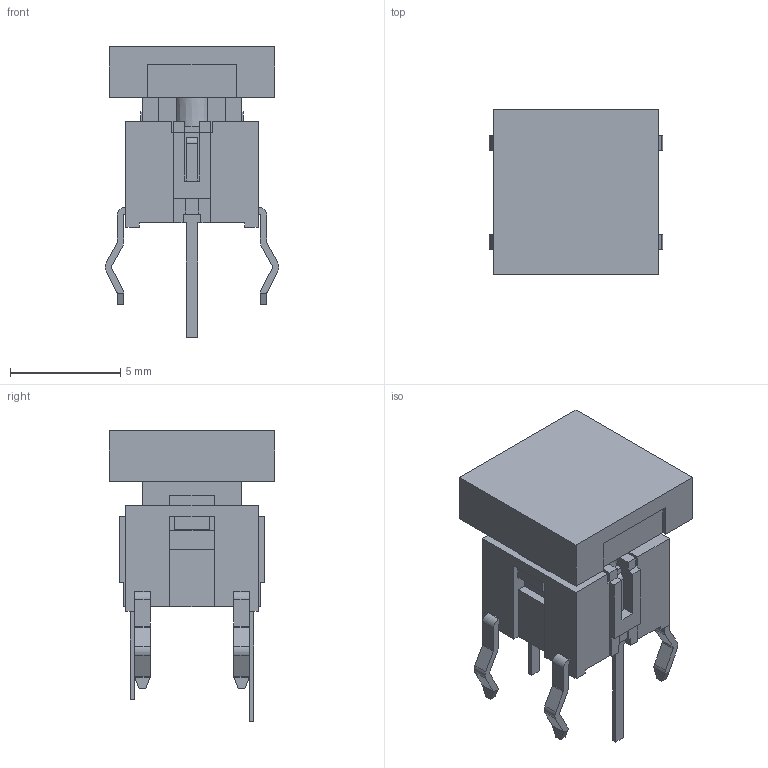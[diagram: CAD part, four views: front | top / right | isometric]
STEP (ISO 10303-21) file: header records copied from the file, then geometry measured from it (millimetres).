
FILE_DESCRIPTION((' '),'2;1');
FILE_NAME('TL1240xQ1Jxxx.stp','2017-07-21T10:54:44',(' '),(' '),' ','ACIS',' ');
FILE_SCHEMA(('CONFIG_CONTROL_DESIGN'));
Length unit declared in the file: inch
Products named in the file (1): TL1240xQ1Jxxx.stp
Bounding box: 7.9 x 7.5 x 13.2 mm (x, y, z)
Volume: 203.6 mm3; surface area: 780.5 mm2
Topology: 1 solids, 1 shells, 324 faces, 945 edges, 618 vertices
Faces by surface type: plane 285, cylinder 36, sphere 2, cone 1
Entity records: 10605 total; most frequent: CARTESIAN_POINT 1875, ORIENTED_EDGE 1874, DIRECTION 1662, EDGE_CURVE 937, VECTOR 862, LINE 862, VERTEX_POINT 613, AXIS2_PLACEMENT_3D 400
